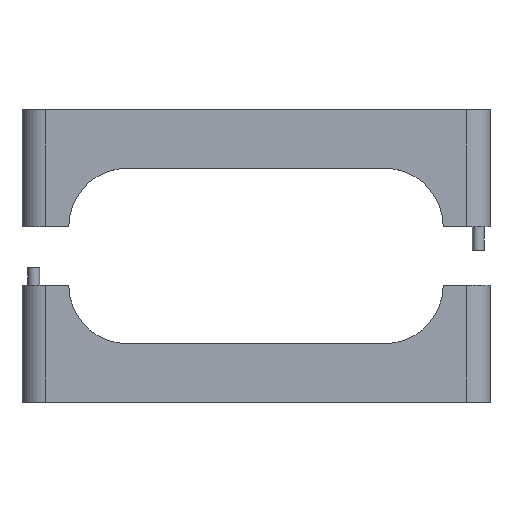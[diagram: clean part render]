
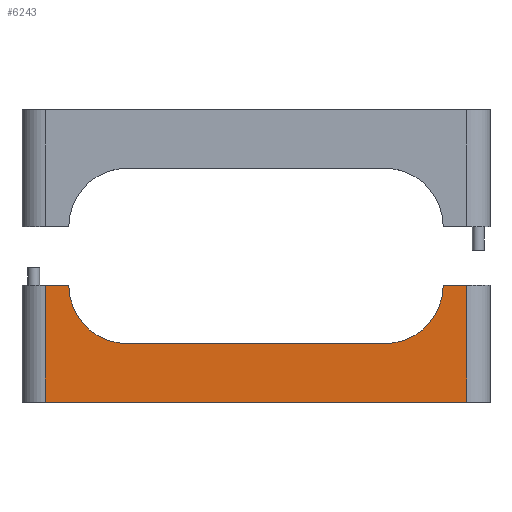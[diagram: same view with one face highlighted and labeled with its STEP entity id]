
A CAD part, top view. The second image highlights one B-rep face of the part: STEP entity #6243.
In plain terms, the highlighted planar face has unit normal (0, 0, 1).
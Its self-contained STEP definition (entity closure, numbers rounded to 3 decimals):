
#3434 = PLANE('',#3435);
#3435 = AXIS2_PLACEMENT_3D('',#3436,#3437,#3438);
#3436 = CARTESIAN_POINT('',(40.,-5.,9.));
#3437 = DIRECTION('',(0.,-1.,0.));
#3438 = DIRECTION('',(0.,0.,-1.));
#3579 = PLANE('',#3580);
#3580 = AXIS2_PLACEMENT_3D('',#3581,#3582,#3583);
#3581 = CARTESIAN_POINT('',(40.,-5.,9.));
#3582 = DIRECTION('',(0.,-1.,0.));
#3583 = DIRECTION('',(0.,0.,-1.));
#3696 = PLANE('',#3697);
#3697 = AXIS2_PLACEMENT_3D('',#3698,#3699,#3700);
#3698 = CARTESIAN_POINT('',(-40.,-25.,9.));
#3699 = DIRECTION('',(0.,1.,0.));
#3700 = DIRECTION('',(1.,0.,0.));
#4146 = VERTEX_POINT('',#4147);
#4147 = CARTESIAN_POINT('',(32.,-5.,9.));
#4161 = CYLINDRICAL_SURFACE('',#4162,10.);
#4162 = AXIS2_PLACEMENT_3D('',#4163,#4164,#4165);
#4163 = CARTESIAN_POINT('',(22.,-5.,-78.316));
#4164 = DIRECTION('',(-0.,-0.,-1.));
#4165 = DIRECTION('',(1.,0.,0.));
#4173 = EDGE_CURVE('',#4174,#4146,#4176,.T.);
#4174 = VERTEX_POINT('',#4175);
#4175 = CARTESIAN_POINT('',(36.,-5.,9.));
#4176 = SURFACE_CURVE('',#4177,(#4181,#4188),.PCURVE_S1.);
#4177 = LINE('',#4178,#4179);
#4178 = CARTESIAN_POINT('',(40.,-5.,9.));
#4179 = VECTOR('',#4180,1.);
#4180 = DIRECTION('',(-1.,0.,0.));
#4181 = PCURVE('',#3434,#4182);
#4182 = DEFINITIONAL_REPRESENTATION('',(#4183),#4187);
#4183 = LINE('',#4184,#4185);
#4184 = CARTESIAN_POINT('',(0.,0.));
#4185 = VECTOR('',#4186,1.);
#4186 = DIRECTION('',(-0.,-1.));
#4187 = ( GEOMETRIC_REPRESENTATION_CONTEXT(2) 
PARAMETRIC_REPRESENTATION_CONTEXT() REPRESENTATION_CONTEXT('2D SPACE',''
  ) );
#4188 = PCURVE('',#4189,#4194);
#4189 = PLANE('',#4190);
#4190 = AXIS2_PLACEMENT_3D('',#4191,#4192,#4193);
#4191 = CARTESIAN_POINT('',(-40.,-25.,9.));
#4192 = DIRECTION('',(0.,0.,1.));
#4193 = DIRECTION('',(1.,0.,-0.));
#4194 = DEFINITIONAL_REPRESENTATION('',(#4195),#4199);
#4195 = LINE('',#4196,#4197);
#4196 = CARTESIAN_POINT('',(80.,20.));
#4197 = VECTOR('',#4198,1.);
#4198 = DIRECTION('',(-1.,0.));
#4199 = ( GEOMETRIC_REPRESENTATION_CONTEXT(2) 
PARAMETRIC_REPRESENTATION_CONTEXT() REPRESENTATION_CONTEXT('2D SPACE',''
  ) );
#4218 = CYLINDRICAL_SURFACE('',#4219,4.);
#4219 = AXIS2_PLACEMENT_3D('',#4220,#4221,#4222);
#4220 = CARTESIAN_POINT('',(36.,-25.,5.));
#4221 = DIRECTION('',(0.,1.,-0.));
#4222 = DIRECTION('',(1.,0.,0.));
#4929 = CYLINDRICAL_SURFACE('',#4930,10.);
#4930 = AXIS2_PLACEMENT_3D('',#4931,#4932,#4933);
#4931 = CARTESIAN_POINT('',(-22.,-5.,-78.316));
#4932 = DIRECTION('',(-0.,-0.,-1.));
#4933 = DIRECTION('',(1.,0.,0.));
#4955 = PLANE('',#4956);
#4956 = AXIS2_PLACEMENT_3D('',#4957,#4958,#4959);
#4957 = CARTESIAN_POINT('',(-22.,-15.,-9.));
#4958 = DIRECTION('',(0.,-1.,0.));
#4959 = DIRECTION('',(-1.,0.,0.));
#4970 = EDGE_CURVE('',#4971,#4146,#4973,.T.);
#4971 = VERTEX_POINT('',#4972);
#4972 = CARTESIAN_POINT('',(22.,-15.,9.));
#4973 = SURFACE_CURVE('',#4974,(#4979,#4986),.PCURVE_S1.);
#4974 = CIRCLE('',#4975,10.);
#4975 = AXIS2_PLACEMENT_3D('',#4976,#4977,#4978);
#4976 = CARTESIAN_POINT('',(22.,-5.,9.));
#4977 = DIRECTION('',(0.,0.,1.));
#4978 = DIRECTION('',(1.,0.,-0.));
#4979 = PCURVE('',#4161,#4980);
#4980 = DEFINITIONAL_REPRESENTATION('',(#4981),#4985);
#4981 = LINE('',#4982,#4983);
#4982 = CARTESIAN_POINT('',(6.283,-87.316));
#4983 = VECTOR('',#4984,1.);
#4984 = DIRECTION('',(-1.,0.));
#4985 = ( GEOMETRIC_REPRESENTATION_CONTEXT(2) 
PARAMETRIC_REPRESENTATION_CONTEXT() REPRESENTATION_CONTEXT('2D SPACE',''
  ) );
#4986 = PCURVE('',#4189,#4987);
#4987 = DEFINITIONAL_REPRESENTATION('',(#4988),#4992);
#4988 = CIRCLE('',#4989,10.);
#4989 = AXIS2_PLACEMENT_2D('',#4990,#4991);
#4990 = CARTESIAN_POINT('',(62.,20.));
#4991 = DIRECTION('',(1.,0.));
#4992 = ( GEOMETRIC_REPRESENTATION_CONTEXT(2) 
PARAMETRIC_REPRESENTATION_CONTEXT() REPRESENTATION_CONTEXT('2D SPACE',''
  ) );
#5021 = VERTEX_POINT('',#5022);
#5022 = CARTESIAN_POINT('',(-32.,-5.,9.));
#5199 = VERTEX_POINT('',#5200);
#5200 = CARTESIAN_POINT('',(-36.,-5.,9.));
#5215 = CYLINDRICAL_SURFACE('',#5216,4.);
#5216 = AXIS2_PLACEMENT_3D('',#5217,#5218,#5219);
#5217 = CARTESIAN_POINT('',(-36.,-25.,5.));
#5218 = DIRECTION('',(0.,-1.,-0.));
#5219 = DIRECTION('',(-1.,0.,0.));
#5227 = EDGE_CURVE('',#5021,#5199,#5228,.T.);
#5228 = SURFACE_CURVE('',#5229,(#5233,#5240),.PCURVE_S1.);
#5229 = LINE('',#5230,#5231);
#5230 = CARTESIAN_POINT('',(40.,-5.,9.));
#5231 = VECTOR('',#5232,1.);
#5232 = DIRECTION('',(-1.,0.,0.));
#5233 = PCURVE('',#3579,#5234);
#5234 = DEFINITIONAL_REPRESENTATION('',(#5235),#5239);
#5235 = LINE('',#5236,#5237);
#5236 = CARTESIAN_POINT('',(0.,0.));
#5237 = VECTOR('',#5238,1.);
#5238 = DIRECTION('',(-0.,-1.));
#5239 = ( GEOMETRIC_REPRESENTATION_CONTEXT(2) 
PARAMETRIC_REPRESENTATION_CONTEXT() REPRESENTATION_CONTEXT('2D SPACE',''
  ) );
#5240 = PCURVE('',#4189,#5241);
#5241 = DEFINITIONAL_REPRESENTATION('',(#5242),#5246);
#5242 = LINE('',#5243,#5244);
#5243 = CARTESIAN_POINT('',(80.,20.));
#5244 = VECTOR('',#5245,1.);
#5245 = DIRECTION('',(-1.,0.));
#5246 = ( GEOMETRIC_REPRESENTATION_CONTEXT(2) 
PARAMETRIC_REPRESENTATION_CONTEXT() REPRESENTATION_CONTEXT('2D SPACE',''
  ) );
#5326 = VERTEX_POINT('',#5327);
#5327 = CARTESIAN_POINT('',(-22.,-15.,9.));
#5348 = EDGE_CURVE('',#5021,#5326,#5349,.T.);
#5349 = SURFACE_CURVE('',#5350,(#5355,#5362),.PCURVE_S1.);
#5350 = CIRCLE('',#5351,10.);
#5351 = AXIS2_PLACEMENT_3D('',#5352,#5353,#5354);
#5352 = CARTESIAN_POINT('',(-22.,-5.,9.));
#5353 = DIRECTION('',(0.,0.,1.));
#5354 = DIRECTION('',(1.,0.,-0.));
#5355 = PCURVE('',#4929,#5356);
#5356 = DEFINITIONAL_REPRESENTATION('',(#5357),#5361);
#5357 = LINE('',#5358,#5359);
#5358 = CARTESIAN_POINT('',(6.283,-87.316));
#5359 = VECTOR('',#5360,1.);
#5360 = DIRECTION('',(-1.,0.));
#5361 = ( GEOMETRIC_REPRESENTATION_CONTEXT(2) 
PARAMETRIC_REPRESENTATION_CONTEXT() REPRESENTATION_CONTEXT('2D SPACE',''
  ) );
#5362 = PCURVE('',#4189,#5363);
#5363 = DEFINITIONAL_REPRESENTATION('',(#5364),#5368);
#5364 = CIRCLE('',#5365,10.);
#5365 = AXIS2_PLACEMENT_2D('',#5366,#5367);
#5366 = CARTESIAN_POINT('',(18.,20.));
#5367 = DIRECTION('',(1.,0.));
#5368 = ( GEOMETRIC_REPRESENTATION_CONTEXT(2) 
PARAMETRIC_REPRESENTATION_CONTEXT() REPRESENTATION_CONTEXT('2D SPACE',''
  ) );
#5870 = VERTEX_POINT('',#5871);
#5871 = CARTESIAN_POINT('',(36.,-25.,9.));
#5893 = EDGE_CURVE('',#5894,#5870,#5896,.T.);
#5894 = VERTEX_POINT('',#5895);
#5895 = CARTESIAN_POINT('',(-36.,-25.,9.));
#5896 = SURFACE_CURVE('',#5897,(#5901,#5908),.PCURVE_S1.);
#5897 = LINE('',#5898,#5899);
#5898 = CARTESIAN_POINT('',(-40.,-25.,9.));
#5899 = VECTOR('',#5900,1.);
#5900 = DIRECTION('',(1.,0.,0.));
#5901 = PCURVE('',#3696,#5902);
#5902 = DEFINITIONAL_REPRESENTATION('',(#5903),#5907);
#5903 = LINE('',#5904,#5905);
#5904 = CARTESIAN_POINT('',(0.,0.));
#5905 = VECTOR('',#5906,1.);
#5906 = DIRECTION('',(1.,0.));
#5907 = ( GEOMETRIC_REPRESENTATION_CONTEXT(2) 
PARAMETRIC_REPRESENTATION_CONTEXT() REPRESENTATION_CONTEXT('2D SPACE',''
  ) );
#5908 = PCURVE('',#4189,#5909);
#5909 = DEFINITIONAL_REPRESENTATION('',(#5910),#5914);
#5910 = LINE('',#5911,#5912);
#5911 = CARTESIAN_POINT('',(0.,0.));
#5912 = VECTOR('',#5913,1.);
#5913 = DIRECTION('',(1.,0.));
#5914 = ( GEOMETRIC_REPRESENTATION_CONTEXT(2) 
PARAMETRIC_REPRESENTATION_CONTEXT() REPRESENTATION_CONTEXT('2D SPACE',''
  ) );
#6222 = EDGE_CURVE('',#5326,#4971,#6223,.T.);
#6223 = SURFACE_CURVE('',#6224,(#6228,#6235),.PCURVE_S1.);
#6224 = LINE('',#6225,#6226);
#6225 = CARTESIAN_POINT('',(-22.,-15.,9.));
#6226 = VECTOR('',#6227,1.);
#6227 = DIRECTION('',(1.,0.,0.));
#6228 = PCURVE('',#4955,#6229);
#6229 = DEFINITIONAL_REPRESENTATION('',(#6230),#6234);
#6230 = LINE('',#6231,#6232);
#6231 = CARTESIAN_POINT('',(0.,-18.));
#6232 = VECTOR('',#6233,1.);
#6233 = DIRECTION('',(-1.,-0.));
#6234 = ( GEOMETRIC_REPRESENTATION_CONTEXT(2) 
PARAMETRIC_REPRESENTATION_CONTEXT() REPRESENTATION_CONTEXT('2D SPACE',''
  ) );
#6235 = PCURVE('',#4189,#6236);
#6236 = DEFINITIONAL_REPRESENTATION('',(#6237),#6241);
#6237 = LINE('',#6238,#6239);
#6238 = CARTESIAN_POINT('',(18.,10.));
#6239 = VECTOR('',#6240,1.);
#6240 = DIRECTION('',(1.,0.));
#6241 = ( GEOMETRIC_REPRESENTATION_CONTEXT(2) 
PARAMETRIC_REPRESENTATION_CONTEXT() REPRESENTATION_CONTEXT('2D SPACE',''
  ) );
#6243 = ADVANCED_FACE('',(#6244),#4189,.T.);
#6244 = FACE_BOUND('',#6245,.T.);
#6245 = EDGE_LOOP('',(#6246,#6247,#6268,#6269,#6270,#6271,#6272,#6273));
#6246 = ORIENTED_EDGE('',*,*,#5893,.T.);
#6247 = ORIENTED_EDGE('',*,*,#6248,.T.);
#6248 = EDGE_CURVE('',#5870,#4174,#6249,.T.);
#6249 = SURFACE_CURVE('',#6250,(#6254,#6261),.PCURVE_S1.);
#6250 = LINE('',#6251,#6252);
#6251 = CARTESIAN_POINT('',(36.,-5.,9.));
#6252 = VECTOR('',#6253,1.);
#6253 = DIRECTION('',(0.,1.,0.));
#6254 = PCURVE('',#4189,#6255);
#6255 = DEFINITIONAL_REPRESENTATION('',(#6256),#6260);
#6256 = LINE('',#6257,#6258);
#6257 = CARTESIAN_POINT('',(76.,20.));
#6258 = VECTOR('',#6259,1.);
#6259 = DIRECTION('',(0.,1.));
#6260 = ( GEOMETRIC_REPRESENTATION_CONTEXT(2) 
PARAMETRIC_REPRESENTATION_CONTEXT() REPRESENTATION_CONTEXT('2D SPACE',''
  ) );
#6261 = PCURVE('',#4218,#6262);
#6262 = DEFINITIONAL_REPRESENTATION('',(#6263),#6267);
#6263 = LINE('',#6264,#6265);
#6264 = CARTESIAN_POINT('',(4.712,20.));
#6265 = VECTOR('',#6266,1.);
#6266 = DIRECTION('',(0.,1.));
#6267 = ( GEOMETRIC_REPRESENTATION_CONTEXT(2) 
PARAMETRIC_REPRESENTATION_CONTEXT() REPRESENTATION_CONTEXT('2D SPACE',''
  ) );
#6268 = ORIENTED_EDGE('',*,*,#4173,.T.);
#6269 = ORIENTED_EDGE('',*,*,#4970,.F.);
#6270 = ORIENTED_EDGE('',*,*,#6222,.F.);
#6271 = ORIENTED_EDGE('',*,*,#5348,.F.);
#6272 = ORIENTED_EDGE('',*,*,#5227,.T.);
#6273 = ORIENTED_EDGE('',*,*,#6274,.T.);
#6274 = EDGE_CURVE('',#5199,#5894,#6275,.T.);
#6275 = SURFACE_CURVE('',#6276,(#6280,#6287),.PCURVE_S1.);
#6276 = LINE('',#6277,#6278);
#6277 = CARTESIAN_POINT('',(-36.,-25.,9.));
#6278 = VECTOR('',#6279,1.);
#6279 = DIRECTION('',(0.,-1.,0.));
#6280 = PCURVE('',#4189,#6281);
#6281 = DEFINITIONAL_REPRESENTATION('',(#6282),#6286);
#6282 = LINE('',#6283,#6284);
#6283 = CARTESIAN_POINT('',(4.,0.));
#6284 = VECTOR('',#6285,1.);
#6285 = DIRECTION('',(0.,-1.));
#6286 = ( GEOMETRIC_REPRESENTATION_CONTEXT(2) 
PARAMETRIC_REPRESENTATION_CONTEXT() REPRESENTATION_CONTEXT('2D SPACE',''
  ) );
#6287 = PCURVE('',#5215,#6288);
#6288 = DEFINITIONAL_REPRESENTATION('',(#6289),#6293);
#6289 = LINE('',#6290,#6291);
#6290 = CARTESIAN_POINT('',(4.712,0.));
#6291 = VECTOR('',#6292,1.);
#6292 = DIRECTION('',(0.,1.));
#6293 = ( GEOMETRIC_REPRESENTATION_CONTEXT(2) 
PARAMETRIC_REPRESENTATION_CONTEXT() REPRESENTATION_CONTEXT('2D SPACE',''
  ) );
